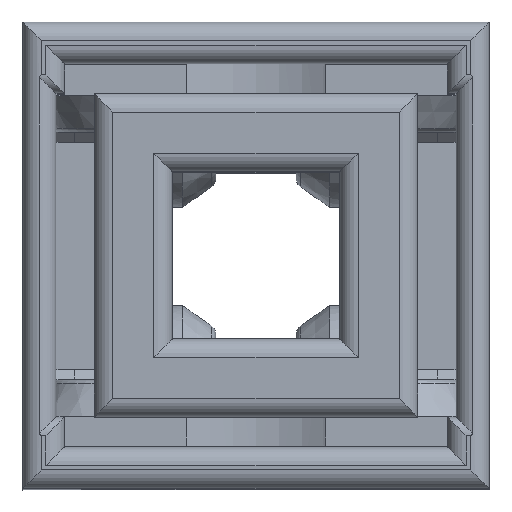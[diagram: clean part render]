
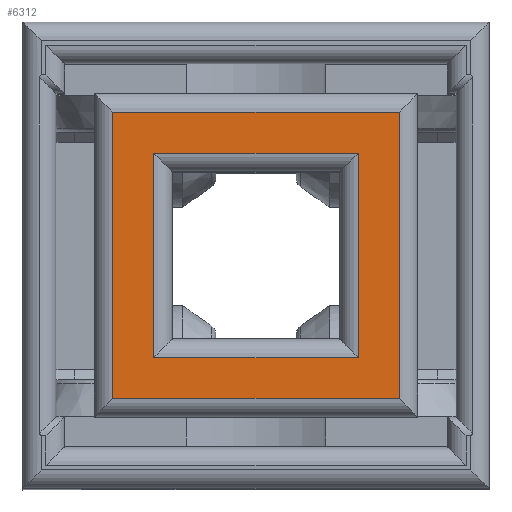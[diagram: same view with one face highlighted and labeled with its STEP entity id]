
A CAD part, top view. The second image highlights one B-rep face of the part: STEP entity #6312.
In plain terms, the highlighted planar face has unit normal (0, 0, 1).
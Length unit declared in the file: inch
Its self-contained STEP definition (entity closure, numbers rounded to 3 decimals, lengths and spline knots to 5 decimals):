
#127=FACE_BOUND('',#725,.T.);
#160=PLANE('',#6692);
#380=FACE_OUTER_BOUND('',#724,.T.);
#724=EDGE_LOOP('',(#4362,#4363,#4364,#4365));
#725=EDGE_LOOP('',(#4366,#4367,#4368,#4369));
#1621=LINE('',#10168,#2064);
#1623=LINE('',#10176,#2066);
#1625=LINE('',#10182,#2068);
#1628=LINE('',#10188,#2071);
#1641=LINE('',#10222,#2084);
#1642=LINE('',#10224,#2085);
#1643=LINE('',#10226,#2086);
#1644=LINE('',#10227,#2087);
#2064=VECTOR('',#7263,0.3937);
#2066=VECTOR('',#7271,0.3937);
#2068=VECTOR('',#7277,0.3937);
#2071=VECTOR('',#7284,0.3937);
#2084=VECTOR('',#7309,0.3937);
#2085=VECTOR('',#7310,0.3937);
#2086=VECTOR('',#7311,0.3937);
#2087=VECTOR('',#7312,0.3937);
#2591=VERTEX_POINT('',#10166);
#2592=VERTEX_POINT('',#10167);
#2595=VERTEX_POINT('',#10175);
#2597=VERTEX_POINT('',#10181);
#2612=VERTEX_POINT('',#10220);
#2613=VERTEX_POINT('',#10221);
#2614=VERTEX_POINT('',#10223);
#2615=VERTEX_POINT('',#10225);
#3282=EDGE_CURVE('',#2591,#2592,#1621,.T.);
#3286=EDGE_CURVE('',#2592,#2595,#1623,.T.);
#3289=EDGE_CURVE('',#2595,#2597,#1625,.T.);
#3293=EDGE_CURVE('',#2597,#2591,#1628,.T.);
#3309=EDGE_CURVE('',#2612,#2613,#1641,.T.);
#3310=EDGE_CURVE('',#2614,#2612,#1642,.T.);
#3311=EDGE_CURVE('',#2615,#2614,#1643,.T.);
#3312=EDGE_CURVE('',#2613,#2615,#1644,.T.);
#4362=ORIENTED_EDGE('',*,*,#3282,.F.);
#4363=ORIENTED_EDGE('',*,*,#3293,.F.);
#4364=ORIENTED_EDGE('',*,*,#3289,.F.);
#4365=ORIENTED_EDGE('',*,*,#3286,.F.);
#4366=ORIENTED_EDGE('',*,*,#3309,.F.);
#4367=ORIENTED_EDGE('',*,*,#3310,.F.);
#4368=ORIENTED_EDGE('',*,*,#3311,.F.);
#4369=ORIENTED_EDGE('',*,*,#3312,.F.);
#6312=ADVANCED_FACE('',(#380,#127),#160,.T.);
#6692=AXIS2_PLACEMENT_3D('',#10219,#7307,#7308);
#7263=DIRECTION('',(1.,0.,0.));
#7271=DIRECTION('',(0.,-1.,0.));
#7277=DIRECTION('',(-1.,0.,0.));
#7284=DIRECTION('',(0.,1.,0.));
#7307=DIRECTION('center_axis',(0.,0.,1.));
#7308=DIRECTION('ref_axis',(1.,0.,0.));
#7309=DIRECTION('',(1.,0.,0.));
#7310=DIRECTION('',(0.,-1.,0.));
#7311=DIRECTION('',(-1.,0.,0.));
#7312=DIRECTION('',(0.,1.,0.));
#10166=CARTESIAN_POINT('',(-0.385,0.385,8.25));
#10167=CARTESIAN_POINT('',(0.385,0.385,8.25));
#10168=CARTESIAN_POINT('',(0.2175,0.385,8.25));
#10175=CARTESIAN_POINT('',(0.385,-0.385,8.25));
#10176=CARTESIAN_POINT('',(0.385,-0.2175,8.25));
#10181=CARTESIAN_POINT('',(-0.385,-0.385,8.25));
#10182=CARTESIAN_POINT('',(-0.2175,-0.385,8.25));
#10188=CARTESIAN_POINT('',(-0.385,0.2175,8.25));
#10219=CARTESIAN_POINT('Origin',(0.,0.,
8.25));
#10220=CARTESIAN_POINT('',(-0.275,-0.275,8.25));
#10221=CARTESIAN_POINT('',(0.275,-0.275,8.25));
#10222=CARTESIAN_POINT('',(-0.1125,-0.275,8.25));
#10223=CARTESIAN_POINT('',(-0.275,0.275,8.25));
#10224=CARTESIAN_POINT('',(-0.275,0.1125,8.25));
#10225=CARTESIAN_POINT('',(0.275,0.275,8.25));
#10226=CARTESIAN_POINT('',(0.1125,0.275,8.25));
#10227=CARTESIAN_POINT('',(0.275,-0.1125,8.25));
